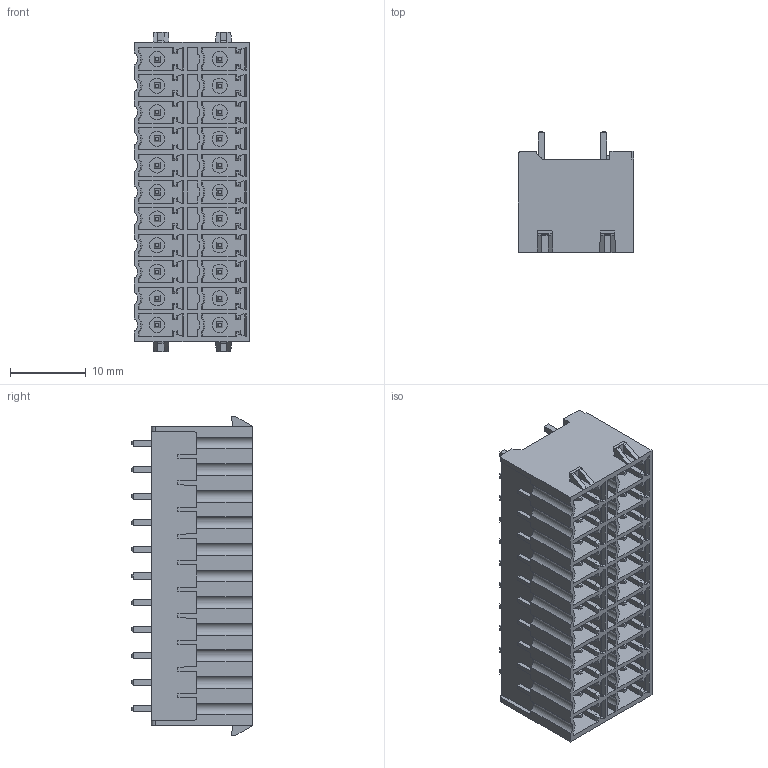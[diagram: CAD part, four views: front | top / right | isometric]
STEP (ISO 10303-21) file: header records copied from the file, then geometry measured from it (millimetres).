
FILE_DESCRIPTION((''),'2;1');
FILE_NAME('TLPHDL-007V-1','2024-09-14T08:48:54',('sheji109'),(''),'CREO PARAMETRIC BY PTC INC, 2018100','CREO PARAMETRIC BY PTC INC, 2018100','');
FILE_SCHEMA(('AUTOMOTIVE_DESIGN { 1 0 10303 214 1 1 1 1 }'));
Products named in the file (1): TLPHDL-007V-1
Bounding box: 15.2 x 15.9 x 42.1 mm (x, y, z)
Volume: 5102.3 mm3; surface area: 7356.5 mm2
Topology: 1 solids, 28 shells, 2201 faces, 5841 edges, 3795 vertices
Faces by surface type: plane 1895, cylinder 195, cone 93, bspline 18
Entity records: 68019 total; most frequent: CARTESIAN_POINT 13618, ORIENTED_EDGE 11682, DIRECTION 10386, EDGE_CURVE 5841, VECTOR 5126, LINE 5126, VERTEX_POINT 3795, AXIS2_PLACEMENT_3D 2630
